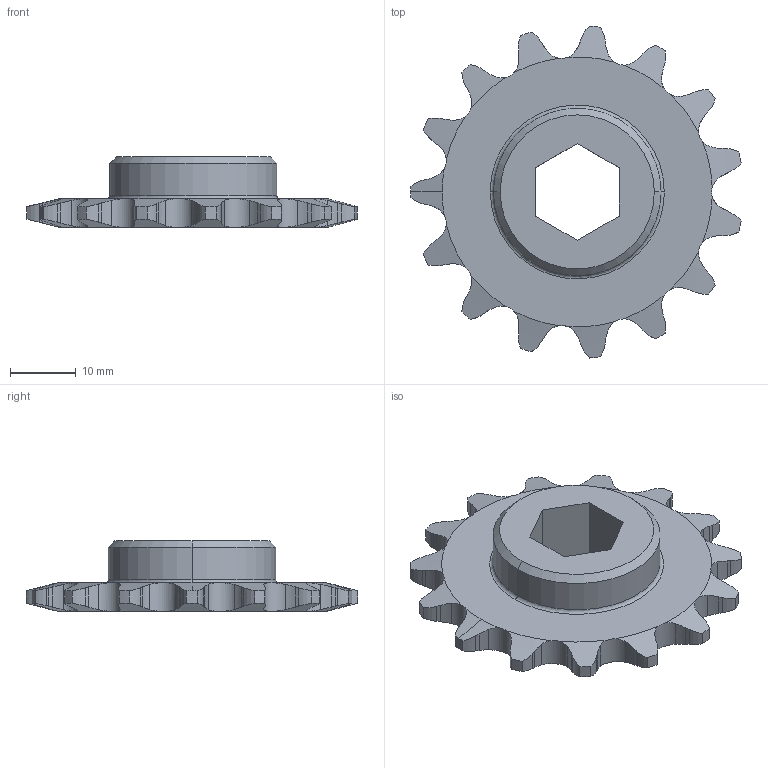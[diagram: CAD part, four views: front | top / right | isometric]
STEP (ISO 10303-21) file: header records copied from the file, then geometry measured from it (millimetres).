
FILE_DESCRIPTION (( 'STEP AP214' ), '1' );
FILE_NAME ('WCP-0762 Rev1.step', '2022-11-28T04:59:45', ( '' ), ( '' ), 'SwSTEP 2.0', 'SolidWorks 2020', '' );
FILE_SCHEMA (( 'AUTOMOTIVE_DESIGN' ));
Length unit declared in the file: inch
Products named in the file (1): WCP-0762 Rev1
Bounding box: 50.14 x 50.4 x 10.67 mm (x, y, z)
Volume: 8301.2 mm3; surface area: 4561.4 mm2
Topology: 1 solids, 1 shells, 174 faces, 509 edges, 338 vertices
Faces by surface type: cylinder 99, plane 39, cone 34, bspline 2
Entity records: 6303 total; most frequent: CARTESIAN_POINT 2057, ORIENTED_EDGE 1018, DIRECTION 703, EDGE_CURVE 509, VERTEX_POINT 338, AXIS2_PLACEMENT_3D 276, B_SPLINE_CURVE_WITH_KNOTS 253, EDGE_LOOP 177
